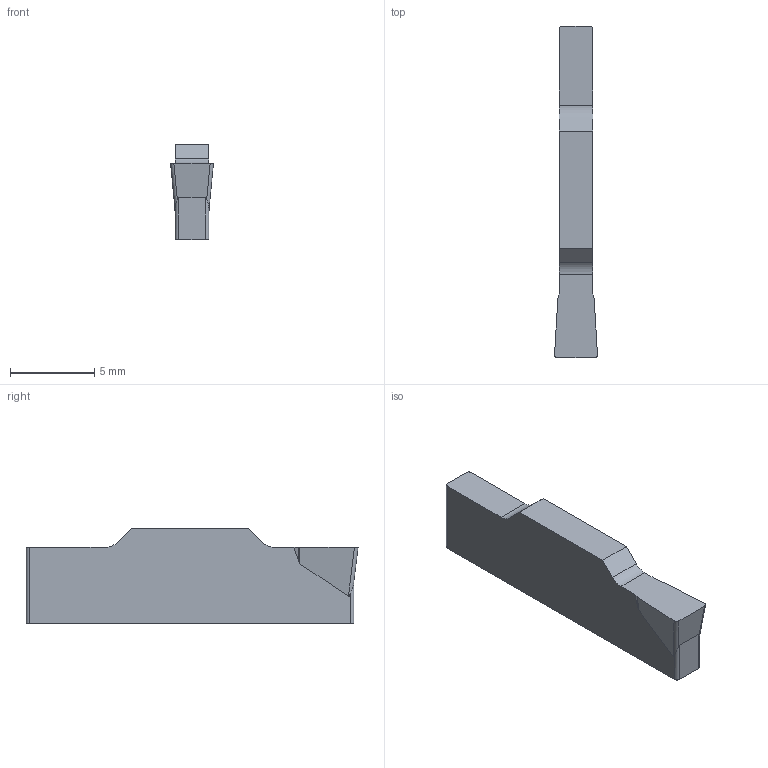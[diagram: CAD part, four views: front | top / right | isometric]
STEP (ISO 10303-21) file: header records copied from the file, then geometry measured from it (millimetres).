
FILE_DESCRIPTION(/* description */ (''),/* implementation_level */ '2;1');
FILE_NAME(/* name */ 'n123f1-0250-0002-cm-1125_cut_20190521_130929_1.stp',/* time_stamp */ '2019-05-21T13:10:49+02:00',/* author */ (''),/* organization */ ('SMS'),/* preprocessor_version */ 'ST-DEVELOPER v15',/* originating_system */ 'SIEMENS PLM Software NX 8.5',/* authorisation */ '');
FILE_SCHEMA (('AUTOMOTIVE_DESIGN { 1 0 10303 214 3 1 1 1 }'));
Length unit declared in the file: millimetre
Products named in the file (1): N123F1-0250-0002-CM-1125_CUT_20190521_130929_1
Bounding box: 2.55 x 19.75 x 5.65 mm (x, y, z)
Volume: 196.7 mm3; surface area: 294.4 mm2
Topology: 1 solids, 1 shells, 25 faces, 70 edges, 49 vertices
Faces by surface type: plane 15, cylinder 8, bspline 2
Entity records: 922 total; most frequent: CARTESIAN_POINT 231, ORIENTED_EDGE 138, DIRECTION 129, EDGE_CURVE 69, VERTEX_POINT 46, LINE 45, VECTOR 45, AXIS2_PLACEMENT_3D 42
